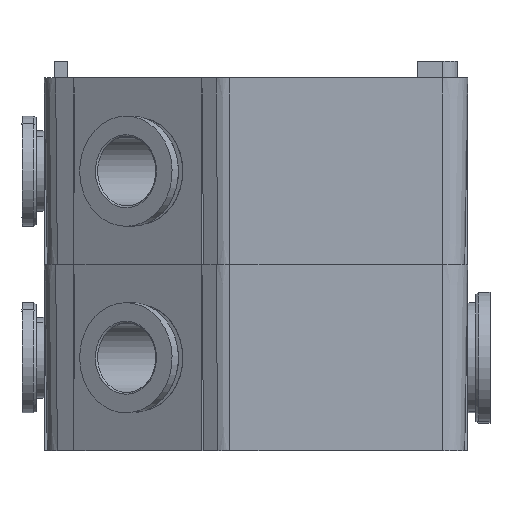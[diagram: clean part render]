
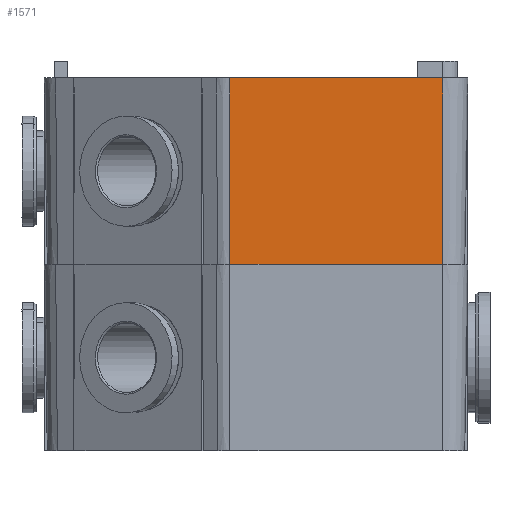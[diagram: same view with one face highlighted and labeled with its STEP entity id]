
A CAD part, left-side view. The second image highlights one B-rep face of the part: STEP entity #1571.
In plain terms, the highlighted planar face has unit normal (-1, 0, -0.018).
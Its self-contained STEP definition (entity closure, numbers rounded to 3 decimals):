
#1571=ADVANCED_FACE('',(#4057),#4058,.T.);
#4057=FACE_OUTER_BOUND('',#7556,.T.);
#4058=PLANE('',#7557);
#7556=EDGE_LOOP('',(#12260,#12261,#12262,#12263));
#7557=AXIS2_PLACEMENT_3D('',#12264,#12265,#12266);
#12260=ORIENTED_EDGE('',*,*,#21450,.T.);
#12261=ORIENTED_EDGE('',*,*,#21071,.T.);
#12262=ORIENTED_EDGE('',*,*,#21451,.T.);
#12263=ORIENTED_EDGE('',*,*,#21452,.F.);
#12264=CARTESIAN_POINT('',(-53.53,-5.915,10.));
#12265=DIRECTION('',(-1.,0.,-0.017));
#12266=DIRECTION('',(-0.017,0.0,1.));
#21071=EDGE_CURVE('',#25422,#25420,#25423,.T.);
#21450=EDGE_CURVE('',#25950,#25422,#25951,.T.);
#21451=EDGE_CURVE('',#25420,#25952,#25953,.T.);
#21452=EDGE_CURVE('',#25950,#25952,#25954,.T.);
#25420=VERTEX_POINT('',#31656);
#25422=VERTEX_POINT('',#31658);
#25423=LINE('',#31659,#31660);
#25950=VERTEX_POINT('',#32827);
#25951=LINE('',#32828,#32829);
#25952=VERTEX_POINT('',#32830);
#25953=LINE('',#32831,#32832);
#25954=LINE('',#32833,#32834);
#31656=CARTESIAN_POINT('',(-53.146,-2.915,-12.));
#31658=CARTESIAN_POINT('',(-53.146,22.161,-12.));
#31659=CARTESIAN_POINT('',(-53.146,44.085,-12.));
#31660=VECTOR('',#40475,1000.0);
#32827=CARTESIAN_POINT('',(-53.53,22.161,10.));
#32828=CARTESIAN_POINT('',(-53.53,22.161,10.));
#32829=VECTOR('',#40881,1000.0);
#32830=CARTESIAN_POINT('',(-53.53,-2.915,10.));
#32831=CARTESIAN_POINT('',(-53.53,-2.915,10.));
#32832=VECTOR('',#40882,1000.0);
#32833=CARTESIAN_POINT('',(-53.53,-5.915,10.));
#32834=VECTOR('',#40883,1000.0);
#40475=DIRECTION('',(0.,-1.0,-0.0));
#40881=DIRECTION('',(0.017,0.0,-1.));
#40882=DIRECTION('',(-0.017,0.0,1.));
#40883=DIRECTION('',(0.,-1.0,0.0));
